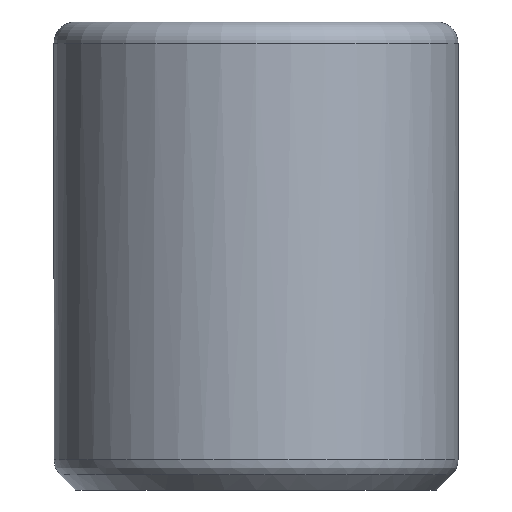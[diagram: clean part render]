
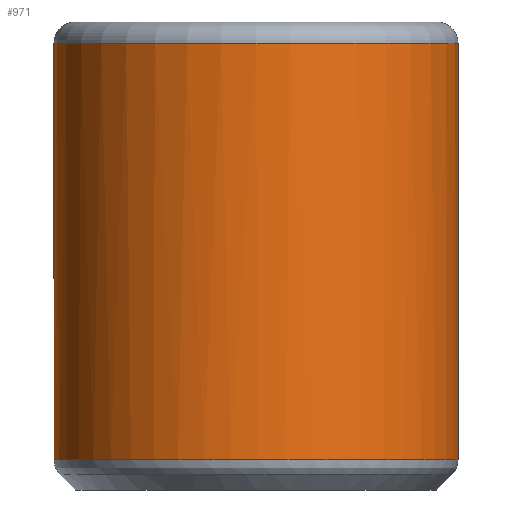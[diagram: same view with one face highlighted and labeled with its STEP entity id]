
A CAD part, front view. The second image highlights one B-rep face of the part: STEP entity #971.
In plain terms, the highlighted cylindrical face has radius 9.5 mm (diameter 19 mm), a full revolution.
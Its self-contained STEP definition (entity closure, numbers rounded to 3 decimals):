
#592 = ( BOUNDED_SURFACE() B_SPLINE_SURFACE(2,14,(
    (#593,#594,#595,#596,#597,#598,#599,#600,#601,#602,#603,#604,#605
      ,#606,#607)
    ,(#608,#609,#610,#611,#612,#613,#614,#615,#616,#617,#618,#619,#620
      ,#621,#622)
    ,(#623,#624,#625,#626,#627,#628,#629,#630,#631,#632,#633,#634,#635
      ,#636,#637
)),.UNSPECIFIED.,.F.,.T.,.F.) B_SPLINE_SURFACE_WITH_KNOTS((3,3),(15,15),
  (0.,59.69),(0.,59.69),
.PIECEWISE_BEZIER_KNOTS.) GEOMETRIC_REPRESENTATION_ITEM() 
RATIONAL_B_SPLINE_SURFACE((
    (1.,1.,1.,1.,1.,1.
      ,1.,1.,1.,1.
      ,1.,1.,1.,1.,1.)
    ,(0.924,0.924,0.924,0.924
      ,0.924,0.924,0.924,0.924
      ,0.924,0.924,0.924,0.924
      ,0.924,0.924,0.924)
    ,(1.,1.,1.,1.,1.,1.
      ,1.,1.,1.,1.
      ,1.,1.,1.,1.,1.
))) REPRESENTATION_ITEM('') SURFACE() );
#593 = CARTESIAN_POINT('',(9.5,0.,1.414));
#594 = CARTESIAN_POINT('',(9.5,4.202,1.414)
  );
#595 = CARTESIAN_POINT('',(7.499,8.493,1.414)
  );
#596 = CARTESIAN_POINT('',(3.355,11.756,1.414
    ));
#597 = CARTESIAN_POINT('',(-2.296,12.828,
    1.414));
#598 = CARTESIAN_POINT('',(-8.15,10.705,
    1.414));
#599 = CARTESIAN_POINT('',(-12.077,6.502,1.414
    ));
#600 = CARTESIAN_POINT('',(-14.562,0.,
    1.414));
#601 = CARTESIAN_POINT('',(-12.077,-6.502,1.414
    ));
#602 = CARTESIAN_POINT('',(-8.15,-10.705,
    1.414));
#603 = CARTESIAN_POINT('',(-2.296,-12.828,
    1.414));
#604 = CARTESIAN_POINT('',(3.355,-11.756,1.414
    ));
#605 = CARTESIAN_POINT('',(7.499,-8.493,1.414
    ));
#606 = CARTESIAN_POINT('',(9.5,-4.202,1.414
    ));
#607 = CARTESIAN_POINT('',(9.5,0.,1.414));
#608 = CARTESIAN_POINT('',(9.5,0.,1.));
#609 = CARTESIAN_POINT('',(9.5,4.202,1.));
#610 = CARTESIAN_POINT('',(7.499,8.493,1.));
#611 = CARTESIAN_POINT('',(3.355,11.756,1.
    ));
#612 = CARTESIAN_POINT('',(-2.296,12.828,
    1.));
#613 = CARTESIAN_POINT('',(-8.15,10.705,
    1.));
#614 = CARTESIAN_POINT('',(-12.077,6.502,1.
    ));
#615 = CARTESIAN_POINT('',(-14.562,0.,
    1.));
#616 = CARTESIAN_POINT('',(-12.077,-6.502,
    1.));
#617 = CARTESIAN_POINT('',(-8.15,-10.705,
    1.));
#618 = CARTESIAN_POINT('',(-2.296,-12.828,
    1.));
#619 = CARTESIAN_POINT('',(3.355,-11.756,1.
    ));
#620 = CARTESIAN_POINT('',(7.499,-8.493,1.));
#621 = CARTESIAN_POINT('',(9.5,-4.202,1.));
#622 = CARTESIAN_POINT('',(9.5,0.,1.));
#623 = CARTESIAN_POINT('',(9.207,0.,0.707));
#624 = CARTESIAN_POINT('',(9.207,4.072,0.707)
  );
#625 = CARTESIAN_POINT('',(7.268,8.231,0.707));
#626 = CARTESIAN_POINT('',(3.252,11.393,0.707
    ));
#627 = CARTESIAN_POINT('',(-2.225,12.433,
    0.707));
#628 = CARTESIAN_POINT('',(-7.899,10.375,
    0.707));
#629 = CARTESIAN_POINT('',(-11.705,6.302,0.707)
  );
#630 = CARTESIAN_POINT('',(-14.113,0.,
    0.707));
#631 = CARTESIAN_POINT('',(-11.705,-6.302,
    0.707));
#632 = CARTESIAN_POINT('',(-7.899,-10.375,
    0.707));
#633 = CARTESIAN_POINT('',(-2.225,-12.433,
    0.707));
#634 = CARTESIAN_POINT('',(3.252,-11.393,0.707
    ));
#635 = CARTESIAN_POINT('',(7.268,-8.231,0.707
    ));
#636 = CARTESIAN_POINT('',(9.207,-4.072,0.707
    ));
#637 = CARTESIAN_POINT('',(9.207,0.,
    0.707));
#883 = VERTEX_POINT('',#884);
#884 = CARTESIAN_POINT('',(9.5,0.,1.414));
#905 = EDGE_CURVE('',#883,#883,#906,.T.);
#906 = SURFACE_CURVE('',#907,(#923,#930),.PCURVE_S1.);
#907 = ( BOUNDED_CURVE() B_SPLINE_CURVE(14,(#908,#909,#910,#911,#912,
    #913,#914,#915,#916,#917,#918,#919,#920,#921,#922),.UNSPECIFIED.,.T.
,.F.) B_SPLINE_CURVE_WITH_KNOTS((15,15),(0.,
59.69),.PIECEWISE_BEZIER_KNOTS.) CURVE() 
GEOMETRIC_REPRESENTATION_ITEM() RATIONAL_B_SPLINE_CURVE((1.,1.,
    1.,1.,1.,1.,
    1.,1.,1.,1.,
    1.,1.,1.,1.,1.)) 
REPRESENTATION_ITEM('') );
#908 = CARTESIAN_POINT('',(9.5,0.,1.414));
#909 = CARTESIAN_POINT('',(9.5,4.202,1.414)
  );
#910 = CARTESIAN_POINT('',(7.499,8.493,1.414)
  );
#911 = CARTESIAN_POINT('',(3.355,11.756,1.414
    ));
#912 = CARTESIAN_POINT('',(-2.296,12.828,
    1.414));
#913 = CARTESIAN_POINT('',(-8.15,10.705,
    1.414));
#914 = CARTESIAN_POINT('',(-12.077,6.502,1.414
    ));
#915 = CARTESIAN_POINT('',(-14.562,0.,
    1.414));
#916 = CARTESIAN_POINT('',(-12.077,-6.502,1.414
    ));
#917 = CARTESIAN_POINT('',(-8.15,-10.705,
    1.414));
#918 = CARTESIAN_POINT('',(-2.296,-12.828,
    1.414));
#919 = CARTESIAN_POINT('',(3.355,-11.756,1.414
    ));
#920 = CARTESIAN_POINT('',(7.499,-8.493,1.414
    ));
#921 = CARTESIAN_POINT('',(9.5,-4.202,1.414
    ));
#922 = CARTESIAN_POINT('',(9.5,0.,1.414));
#923 = PCURVE('',#592,#924);
#924 = DEFINITIONAL_REPRESENTATION('',(#925),#929);
#925 = LINE('',#926,#927);
#926 = CARTESIAN_POINT('',(0.,0.));
#927 = VECTOR('',#928,1.);
#928 = DIRECTION('',(0.,1.));
#929 = ( GEOMETRIC_REPRESENTATION_CONTEXT(2) 
PARAMETRIC_REPRESENTATION_CONTEXT() REPRESENTATION_CONTEXT('2D SPACE',''
  ) );
#930 = PCURVE('',#931,#936);
#931 = CYLINDRICAL_SURFACE('',#932,9.5);
#932 = AXIS2_PLACEMENT_3D('',#933,#934,#935);
#933 = CARTESIAN_POINT('',(0.,0.,0.));
#934 = DIRECTION('',(-0.,-0.,-1.));
#935 = DIRECTION('',(1.,0.,0.));
#936 = DEFINITIONAL_REPRESENTATION('',(#937),#958);
#937 = B_SPLINE_CURVE_WITH_KNOTS('',10,(#938,#939,#940,#941,#942,#943,
    #944,#945,#946,#947,#948,#949,#950,#951,#952,#953,#954,#955,#956,
    #957),.UNSPECIFIED.,.F.,.F.,(11,9,11),(0.,
    29.845,59.69),.UNSPECIFIED.);
#938 = CARTESIAN_POINT('',(0.,-1.414));
#939 = CARTESIAN_POINT('',(-0.31,-1.414));
#940 = CARTESIAN_POINT('',(-0.624,-1.414));
#941 = CARTESIAN_POINT('',(-0.94,-1.414));
#942 = CARTESIAN_POINT('',(-1.256,-1.414));
#943 = CARTESIAN_POINT('',(-1.57,-1.414));
#944 = CARTESIAN_POINT('',(-1.885,-1.414));
#945 = CARTESIAN_POINT('',(-2.199,-1.414));
#946 = CARTESIAN_POINT('',(-2.513,-1.414));
#947 = CARTESIAN_POINT('',(-2.827,-1.414));
#948 = CARTESIAN_POINT('',(-3.456,-1.414));
#949 = CARTESIAN_POINT('',(-3.77,-1.414));
#950 = CARTESIAN_POINT('',(-4.084,-1.414));
#951 = CARTESIAN_POINT('',(-4.398,-1.414));
#952 = CARTESIAN_POINT('',(-4.713,-1.414));
#953 = CARTESIAN_POINT('',(-5.027,-1.414));
#954 = CARTESIAN_POINT('',(-5.343,-1.414));
#955 = CARTESIAN_POINT('',(-5.659,-1.414));
#956 = CARTESIAN_POINT('',(-5.974,-1.414));
#957 = CARTESIAN_POINT('',(-6.283,-1.414));
#958 = ( GEOMETRIC_REPRESENTATION_CONTEXT(2) 
PARAMETRIC_REPRESENTATION_CONTEXT() REPRESENTATION_CONTEXT('2D SPACE',''
  ) );
#971 = ADVANCED_FACE('',(#972),#931,.T.);
#972 = FACE_BOUND('',#973,.F.);
#973 = EDGE_LOOP('',(#974,#997,#1024,#1025));
#974 = ORIENTED_EDGE('',*,*,#975,.T.);
#975 = EDGE_CURVE('',#883,#976,#978,.T.);
#976 = VERTEX_POINT('',#977);
#977 = CARTESIAN_POINT('',(9.5,0.,21.));
#978 = SEAM_CURVE('',#979,(#983,#990),.PCURVE_S1.);
#979 = LINE('',#980,#981);
#980 = CARTESIAN_POINT('',(9.5,0.,0.));
#981 = VECTOR('',#982,1.);
#982 = DIRECTION('',(0.,0.,1.));
#983 = PCURVE('',#931,#984);
#984 = DEFINITIONAL_REPRESENTATION('',(#985),#989);
#985 = LINE('',#986,#987);
#986 = CARTESIAN_POINT('',(-0.,0.));
#987 = VECTOR('',#988,1.);
#988 = DIRECTION('',(-0.,-1.));
#989 = ( GEOMETRIC_REPRESENTATION_CONTEXT(2) 
PARAMETRIC_REPRESENTATION_CONTEXT() REPRESENTATION_CONTEXT('2D SPACE',''
  ) );
#990 = PCURVE('',#931,#991);
#991 = DEFINITIONAL_REPRESENTATION('',(#992),#996);
#992 = LINE('',#993,#994);
#993 = CARTESIAN_POINT('',(-6.283,0.));
#994 = VECTOR('',#995,1.);
#995 = DIRECTION('',(-0.,-1.));
#996 = ( GEOMETRIC_REPRESENTATION_CONTEXT(2) 
PARAMETRIC_REPRESENTATION_CONTEXT() REPRESENTATION_CONTEXT('2D SPACE',''
  ) );
#997 = ORIENTED_EDGE('',*,*,#998,.T.);
#998 = EDGE_CURVE('',#976,#976,#999,.T.);
#999 = SURFACE_CURVE('',#1000,(#1005,#1012),.PCURVE_S1.);
#1000 = CIRCLE('',#1001,9.5);
#1001 = AXIS2_PLACEMENT_3D('',#1002,#1003,#1004);
#1002 = CARTESIAN_POINT('',(0.,0.,21.));
#1003 = DIRECTION('',(0.,0.,1.));
#1004 = DIRECTION('',(1.,0.,-0.));
#1005 = PCURVE('',#931,#1006);
#1006 = DEFINITIONAL_REPRESENTATION('',(#1007),#1011);
#1007 = LINE('',#1008,#1009);
#1008 = CARTESIAN_POINT('',(-0.,-21.));
#1009 = VECTOR('',#1010,1.);
#1010 = DIRECTION('',(-1.,0.));
#1011 = ( GEOMETRIC_REPRESENTATION_CONTEXT(2) 
PARAMETRIC_REPRESENTATION_CONTEXT() REPRESENTATION_CONTEXT('2D SPACE',''
  ) );
#1012 = PCURVE('',#1013,#1018);
#1013 = TOROIDAL_SURFACE('',#1014,8.5,1.);
#1014 = AXIS2_PLACEMENT_3D('',#1015,#1016,#1017);
#1015 = CARTESIAN_POINT('',(0.,0.,21.));
#1016 = DIRECTION('',(0.,0.,1.));
#1017 = DIRECTION('',(1.,0.,-0.));
#1018 = DEFINITIONAL_REPRESENTATION('',(#1019),#1023);
#1019 = LINE('',#1020,#1021);
#1020 = CARTESIAN_POINT('',(0.,0.));
#1021 = VECTOR('',#1022,1.);
#1022 = DIRECTION('',(1.,0.));
#1023 = ( GEOMETRIC_REPRESENTATION_CONTEXT(2) 
PARAMETRIC_REPRESENTATION_CONTEXT() REPRESENTATION_CONTEXT('2D SPACE',''
  ) );
#1024 = ORIENTED_EDGE('',*,*,#975,.F.);
#1025 = ORIENTED_EDGE('',*,*,#905,.F.);
